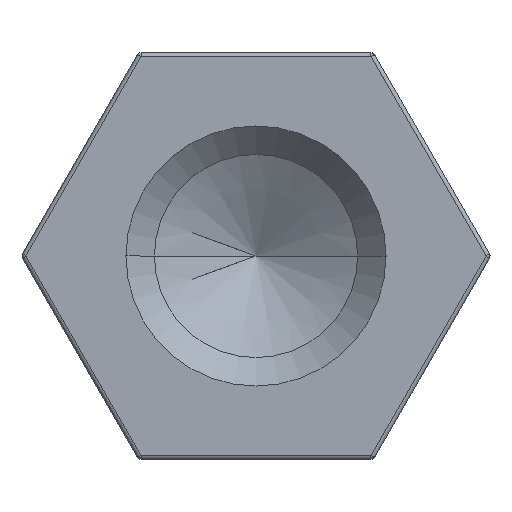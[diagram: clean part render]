
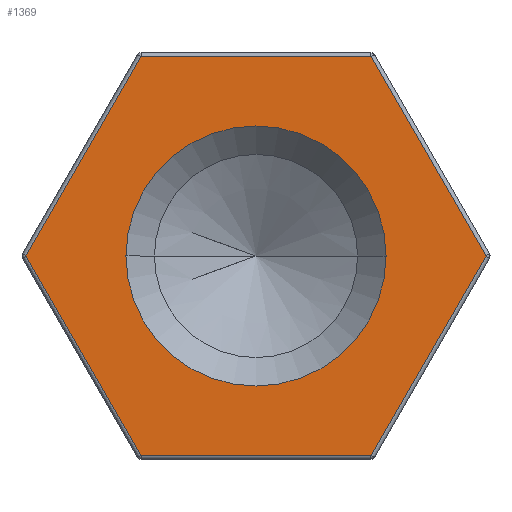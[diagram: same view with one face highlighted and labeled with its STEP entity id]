
A CAD part, left-side view. The second image highlights one B-rep face of the part: STEP entity #1369.
In plain terms, the highlighted planar face has unit normal (-1, 0, 0).
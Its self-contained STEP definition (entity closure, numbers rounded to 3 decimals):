
#16 = CARTESIAN_POINT ( 'NONE',  ( 0., -2.829, -4.9 ) ) ;
#81 = DIRECTION ( 'NONE',  ( 0., -1., 0. ) ) ;
#92 = VERTEX_POINT ( 'NONE', #1219 ) ;
#137 = VERTEX_POINT ( 'NONE', #16 ) ;
#243 = ORIENTED_EDGE ( 'NONE', *, *, #1070, .T. ) ;
#245 = ORIENTED_EDGE ( 'NONE', *, *, #1119, .T. ) ;
#250 = ORIENTED_EDGE ( 'NONE', *, *, #1271, .T. ) ;
#258 = ORIENTED_EDGE ( 'NONE', *, *, #931, .T. ) ;
#260 = ORIENTED_EDGE ( 'NONE', *, *, #682, .T. ) ;
#263 = CARTESIAN_POINT ( 'NONE',  ( 0., 0., -4.9 ) ) ;
#266 = VECTOR ( 'NONE', #739, 1000. ) ;
#281 = VECTOR ( 'NONE', #81, 1000. ) ;
#283 = DIRECTION ( 'NONE',  ( 1., 0., 0. ) ) ;
#295 = CARTESIAN_POINT ( 'NONE',  ( 0., 5.658, 0. ) ) ;
#307 = DIRECTION ( 'NONE',  ( 0., -0.5, -0.866 ) ) ;
#311 = CARTESIAN_POINT ( 'NONE',  ( 0., -5.658, 0. ) ) ;
#317 = ORIENTED_EDGE ( 'NONE', *, *, #873, .T. ) ;
#353 = EDGE_LOOP ( 'NONE', ( #260, #243 ) ) ;
#358 = CARTESIAN_POINT ( 'NONE',  ( 0., 4.244, -2.45 ) ) ;
#368 = DIRECTION ( 'NONE',  ( 0., 1., 0. ) ) ;
#369 = DIRECTION ( 'NONE',  ( 1., 0., 0. ) ) ;
#372 = CARTESIAN_POINT ( 'NONE',  ( 0., 0., 0. ) ) ;
#391 = CARTESIAN_POINT ( 'NONE',  ( 0., -4.244, 2.45 ) ) ;
#394 = CARTESIAN_POINT ( 'NONE',  ( 0., -4.244, -2.45 ) ) ;
#405 = CARTESIAN_POINT ( 'NONE',  ( 0., 0., 0. ) ) ;
#443 = DIRECTION ( 'NONE',  ( 0., -0.5, 0.866 ) ) ;
#467 = LINE ( 'NONE', #358, #1245 ) ;
#471 = ORIENTED_EDGE ( 'NONE', *, *, #751, .T. ) ;
#485 = LINE ( 'NONE', #606, #991 ) ;
#549 = CARTESIAN_POINT ( 'NONE',  ( 0., -3.2, 0. ) ) ;
#560 = CARTESIAN_POINT ( 'NONE',  ( 0., 2.829, -4.9 ) ) ;
#564 = CIRCLE ( 'NONE', #1222, 3.2 ) ;
#565 = CARTESIAN_POINT ( 'NONE',  ( 0., 4.244, 2.45 ) ) ;
#566 = DIRECTION ( 'NONE',  ( 0., 0.5, -0.866 ) ) ;
#600 = DIRECTION ( 'NONE',  ( 0., 1., 0. ) ) ;
#606 = CARTESIAN_POINT ( 'NONE',  ( 0., 0., 4.9 ) ) ;
#613 = CARTESIAN_POINT ( 'NONE',  ( 0., 2.829, 4.9 ) ) ;
#657 = VECTOR ( 'NONE', #566, 1000. ) ;
#682 = EDGE_CURVE ( 'NONE', #92, #949, #1176, .T. ) ;
#711 = CARTESIAN_POINT ( 'NONE',  ( 0., -2.829, 4.9 ) ) ;
#716 = DIRECTION ( 'NONE',  ( 1., 0., 0. ) ) ;
#739 = DIRECTION ( 'NONE',  ( 0., 0.5, 0.866 ) ) ;
#751 = EDGE_CURVE ( 'NONE', #1128, #839, #1340, .T. ) ;
#756 = CARTESIAN_POINT ( 'NONE',  ( 0., 0., 0. ) ) ;
#792 = LINE ( 'NONE', #263, #281 ) ;
#817 = FACE_OUTER_BOUND ( 'NONE', #980, .T. ) ;
#820 = LINE ( 'NONE', #394, #1322 ) ;
#839 = VERTEX_POINT ( 'NONE', #711 ) ;
#845 = FACE_BOUND ( 'NONE', #353, .T. ) ;
#855 = VERTEX_POINT ( 'NONE', #613 ) ;
#869 = AXIS2_PLACEMENT_3D ( 'NONE', #405, #716, #1411 ) ;
#873 = EDGE_CURVE ( 'NONE', #839, #855, #485, .T. ) ;
#931 = EDGE_CURVE ( 'NONE', #855, #1129, #1228, .T. ) ;
#936 = VERTEX_POINT ( 'NONE', #560 ) ;
#949 = VERTEX_POINT ( 'NONE', #549 ) ;
#980 = EDGE_LOOP ( 'NONE', ( #471, #317, #258, #245, #250, #1288 ) ) ;
#991 = VECTOR ( 'NONE', #600, 1000. ) ;
#1043 = AXIS2_PLACEMENT_3D ( 'NONE', #756, #283, #1065 ) ;
#1056 = EDGE_CURVE ( 'NONE', #137, #1128, #820, .T. ) ;
#1065 = DIRECTION ( 'NONE',  ( 0., 1., 0. ) ) ;
#1070 = EDGE_CURVE ( 'NONE', #949, #92, #564, .T. ) ;
#1119 = EDGE_CURVE ( 'NONE', #1129, #936, #467, .T. ) ;
#1128 = VERTEX_POINT ( 'NONE', #311 ) ;
#1129 = VERTEX_POINT ( 'NONE', #295 ) ;
#1176 = CIRCLE ( 'NONE', #1043, 3.2 ) ;
#1219 = CARTESIAN_POINT ( 'NONE',  ( 0., 3.2, 0. ) ) ;
#1222 = AXIS2_PLACEMENT_3D ( 'NONE', #372, #369, #368 ) ;
#1228 = LINE ( 'NONE', #565, #657 ) ;
#1245 = VECTOR ( 'NONE', #307, 1000. ) ;
#1271 = EDGE_CURVE ( 'NONE', #936, #137, #792, .T. ) ;
#1288 = ORIENTED_EDGE ( 'NONE', *, *, #1056, .T. ) ;
#1300 = PLANE ( 'NONE',  #869 ) ;
#1322 = VECTOR ( 'NONE', #443, 1000. ) ;
#1340 = LINE ( 'NONE', #391, #266 ) ;
#1369 = ADVANCED_FACE ( 'NONE', ( #817, #845 ), #1300, .F. ) ;
#1411 = DIRECTION ( 'NONE',  ( 0., 1., 0. ) ) ;
